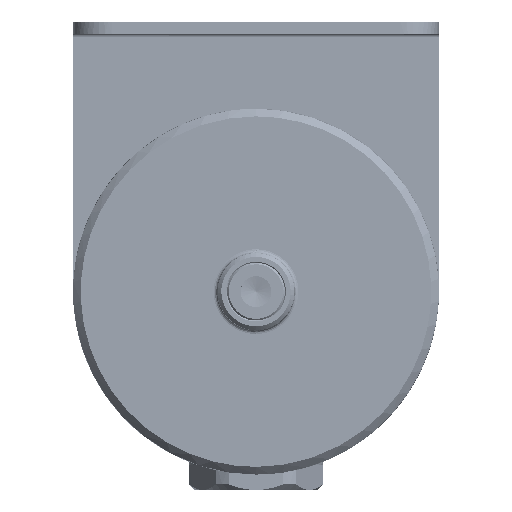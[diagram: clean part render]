
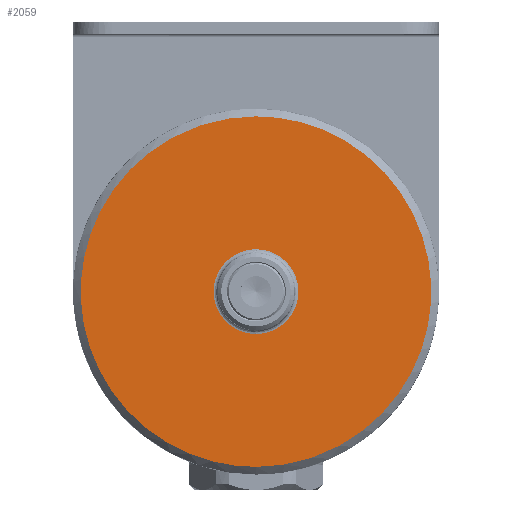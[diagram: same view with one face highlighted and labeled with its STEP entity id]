
A CAD part, front view. The second image highlights one B-rep face of the part: STEP entity #2059.
In plain terms, the highlighted free-form (B-spline) face has degree [1, 1] with [2, 2] control points.
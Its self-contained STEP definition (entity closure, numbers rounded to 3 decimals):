
#253 = VERTEX_POINT('',#254);
#254 = CARTESIAN_POINT('',(-130.66,-85.458,
    1201.496));
#260 = EDGE_CURVE('',#253,#261,#263,.T.);
#261 = VERTEX_POINT('',#262);
#262 = CARTESIAN_POINT('',(-130.66,-85.458,
    1228.223));
#263 = ( BOUNDED_CURVE() B_SPLINE_CURVE(2,(#264,#265,#266,#267,#268),
.UNSPECIFIED.,.F.,.F.) B_SPLINE_CURVE_WITH_KNOTS((3,2,3),(0.,
1.571,3.142),.PIECEWISE_BEZIER_KNOTS.) CURVE() 
GEOMETRIC_REPRESENTATION_ITEM() RATIONAL_B_SPLINE_CURVE((1.,
0.707,1.,0.707,1.)) REPRESENTATION_ITEM('') );
#264 = CARTESIAN_POINT('',(-130.66,-85.458,
    1201.496));
#265 = CARTESIAN_POINT('',(-144.023,-85.458,
    1201.496));
#266 = CARTESIAN_POINT('',(-144.023,-85.458,
    1214.859));
#267 = CARTESIAN_POINT('',(-144.023,-85.458,
    1228.223));
#268 = CARTESIAN_POINT('',(-130.66,-85.458,
    1228.223));
#1106 = EDGE_CURVE('',#1107,#1109,#1111,.T.);
#1107 = VERTEX_POINT('',#1108);
#1108 = CARTESIAN_POINT('',(-130.66,-85.458,
    1159.583));
#1109 = VERTEX_POINT('',#1110);
#1110 = CARTESIAN_POINT('',(-130.66,-85.458,
    1270.135));
#1111 = ( BOUNDED_CURVE() B_SPLINE_CURVE(2,(#1112,#1113,#1114,#1115,
#1116),.UNSPECIFIED.,.F.,.F.) B_SPLINE_CURVE_WITH_KNOTS((3,2,3),(0.,
1.571,3.142),.PIECEWISE_BEZIER_KNOTS.) CURVE() 
GEOMETRIC_REPRESENTATION_ITEM() RATIONAL_B_SPLINE_CURVE((1.,
0.707,1.,0.707,1.)) REPRESENTATION_ITEM('') );
#1112 = CARTESIAN_POINT('',(-130.66,-85.458,
    1159.583));
#1113 = CARTESIAN_POINT('',(-75.384,-85.458,
    1159.583));
#1114 = CARTESIAN_POINT('',(-75.384,-85.458,
    1214.859));
#1115 = CARTESIAN_POINT('',(-75.384,-85.458,
    1270.135));
#1116 = CARTESIAN_POINT('',(-130.66,-85.458,
    1270.135));
#2059 = ADVANCED_FACE('',(#2060,#2071),#2082,.T.);
#2060 = FACE_BOUND('',#2061,.T.);
#2061 = EDGE_LOOP('',(#2062,#2063));
#2062 = ORIENTED_EDGE('',*,*,#260,.T.);
#2063 = ORIENTED_EDGE('',*,*,#2064,.T.);
#2064 = EDGE_CURVE('',#261,#253,#2065,.T.);
#2065 = ( BOUNDED_CURVE() B_SPLINE_CURVE(2,(#2066,#2067,#2068,#2069,
#2070),.UNSPECIFIED.,.F.,.F.) B_SPLINE_CURVE_WITH_KNOTS((3,2,3),(
    3.142,4.712,6.283),
.PIECEWISE_BEZIER_KNOTS.) CURVE() GEOMETRIC_REPRESENTATION_ITEM() 
RATIONAL_B_SPLINE_CURVE((1.,0.707,1.,0.707,1.)) 
REPRESENTATION_ITEM('') );
#2066 = CARTESIAN_POINT('',(-130.66,-85.458,
    1228.223));
#2067 = CARTESIAN_POINT('',(-117.297,-85.458,
    1228.223));
#2068 = CARTESIAN_POINT('',(-117.297,-85.458,
    1214.859));
#2069 = CARTESIAN_POINT('',(-117.297,-85.458,
    1201.496));
#2070 = CARTESIAN_POINT('',(-130.66,-85.458,
    1201.496));
#2071 = FACE_BOUND('',#2072,.T.);
#2072 = EDGE_LOOP('',(#2073,#2081));
#2073 = ORIENTED_EDGE('',*,*,#2074,.T.);
#2074 = EDGE_CURVE('',#1109,#1107,#2075,.T.);
#2075 = ( BOUNDED_CURVE() B_SPLINE_CURVE(2,(#2076,#2077,#2078,#2079,
#2080),.UNSPECIFIED.,.F.,.F.) B_SPLINE_CURVE_WITH_KNOTS((3,2,3),(
    3.142,4.712,6.283),
.PIECEWISE_BEZIER_KNOTS.) CURVE() GEOMETRIC_REPRESENTATION_ITEM() 
RATIONAL_B_SPLINE_CURVE((1.,0.707,1.,0.707,1.)) 
REPRESENTATION_ITEM('') );
#2076 = CARTESIAN_POINT('',(-130.66,-85.458,
    1270.135));
#2077 = CARTESIAN_POINT('',(-185.936,-85.458,
    1270.135));
#2078 = CARTESIAN_POINT('',(-185.936,-85.458,
    1214.859));
#2079 = CARTESIAN_POINT('',(-185.936,-85.458,
    1159.583));
#2080 = CARTESIAN_POINT('',(-130.66,-85.458,
    1159.583));
#2081 = ORIENTED_EDGE('',*,*,#1106,.T.);
#2082 = B_SPLINE_SURFACE_WITH_KNOTS('',1,1,(
    (#2083,#2084)
    ,(#2085,#2086
    )),.UNSPECIFIED.,.F.,.F.,.F.,(2,2),(2,2),(-45.5,45.5),(-45.5,45.5),
  .PIECEWISE_BEZIER_KNOTS.);
#2083 = CARTESIAN_POINT('',(-185.936,-85.458,
    1270.135));
#2084 = CARTESIAN_POINT('',(-75.384,-85.458,
    1270.135));
#2085 = CARTESIAN_POINT('',(-185.936,-85.458,
    1159.583));
#2086 = CARTESIAN_POINT('',(-75.384,-85.458,
    1159.583));
